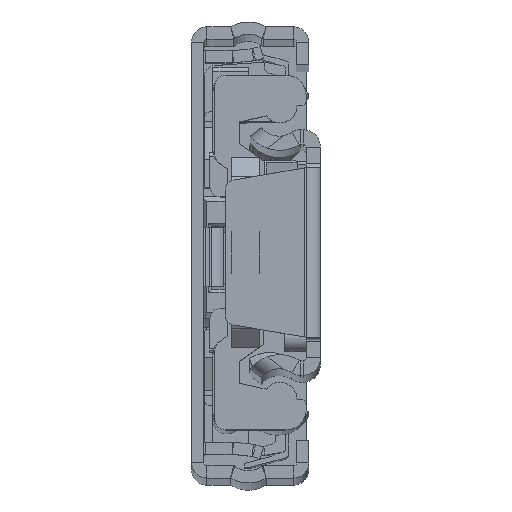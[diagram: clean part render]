
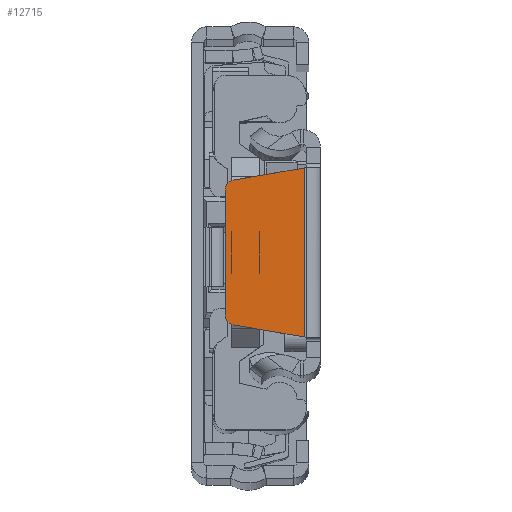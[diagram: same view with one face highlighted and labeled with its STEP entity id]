
A CAD part, top view. The second image highlights one B-rep face of the part: STEP entity #12715.
In plain terms, the highlighted planar face has unit normal (0, 0, 1).
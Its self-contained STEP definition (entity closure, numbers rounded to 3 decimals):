
#430 = CARTESIAN_POINT ( 'NONE',  ( -1.5, 8.35, 0. ) ) ;
#483 = VERTEX_POINT ( 'NONE', #24156 ) ;
#1896 = ORIENTED_EDGE ( 'NONE', *, *, #2636, .F. ) ;
#2636 = EDGE_CURVE ( 'NONE', #19817, #19250, #24664, .T. ) ;
#3453 = LINE ( 'NONE', #8404, #13020 ) ;
#3729 = CARTESIAN_POINT ( 'NONE',  ( -8.568, -7.142, 0. ) ) ;
#3914 = DIRECTION ( 'NONE',  ( -1., 0., 0. ) ) ;
#5168 = FACE_OUTER_BOUND ( 'NONE', #21253, .T. ) ;
#5332 = LINE ( 'NONE', #12776, #9616 ) ;
#5335 = CARTESIAN_POINT ( 'NONE',  ( -8.4, 6.156, 0. ) ) ;
#6841 = ORIENTED_EDGE ( 'NONE', *, *, #21905, .F. ) ;
#7099 = CARTESIAN_POINT ( 'NONE',  ( -8.4, -6.156, 0. ) ) ;
#8136 = DIRECTION ( 'NONE',  ( -1., 0., 0. ) ) ;
#8404 = CARTESIAN_POINT ( 'NONE',  ( -9.4, 6.156, 0. ) ) ;
#8613 = CARTESIAN_POINT ( 'NONE',  ( -9.4, -6.156, 0. ) ) ;
#8763 = EDGE_CURVE ( 'NONE', #29969, #19817, #5332, .T. ) ;
#9370 = DIRECTION ( 'NONE',  ( 0., 0., -1. ) ) ;
#9446 = CARTESIAN_POINT ( 'NONE',  ( -8.568, -7.142, 0. ) ) ;
#9616 = VECTOR ( 'NONE', #14928, 1000. ) ;
#10440 = PLANE ( 'NONE',  #15877 ) ;
#10866 = CARTESIAN_POINT ( 'NONE',  ( -8.568, 7.142, 0. ) ) ;
#11160 = ORIENTED_EDGE ( 'NONE', *, *, #22223, .F. ) ;
#12620 = AXIS2_PLACEMENT_3D ( 'NONE', #7099, #29943, #12707 ) ;
#12674 = ORIENTED_EDGE ( 'NONE', *, *, #8763, .F. ) ;
#12707 = DIRECTION ( 'NONE',  ( -1., 0., 0. ) ) ;
#12715 = ADVANCED_FACE ( 'NONE', ( #5168 ), #10440, .F. ) ;
#12776 = CARTESIAN_POINT ( 'NONE',  ( -1.6, -8.333, 0. ) ) ;
#13020 = VECTOR ( 'NONE', #21310, 1000. ) ;
#13190 = VERTEX_POINT ( 'NONE', #10866 ) ;
#14454 = ORIENTED_EDGE ( 'NONE', *, *, #18440, .F. ) ;
#14928 = DIRECTION ( 'NONE',  ( 0., -1., 0. ) ) ;
#15674 = VECTOR ( 'NONE', #20427, 1000. ) ;
#15877 = AXIS2_PLACEMENT_3D ( 'NONE', #5335, #23188, #8136 ) ;
#16794 = CARTESIAN_POINT ( 'NONE',  ( -8.4, 6.156, 0. ) ) ;
#17380 = AXIS2_PLACEMENT_3D ( 'NONE', #16794, #9370, #3914 ) ;
#18180 = VERTEX_POINT ( 'NONE', #8613 ) ;
#18440 = EDGE_CURVE ( 'NONE', #19250, #18180, #18947, .T. ) ;
#18947 = CIRCLE ( 'NONE', #12620, 1. ) ;
#19250 = VERTEX_POINT ( 'NONE', #3729 ) ;
#19672 = CARTESIAN_POINT ( 'NONE',  ( -1.6, 8.333, 0. ) ) ;
#19817 = VERTEX_POINT ( 'NONE', #25808 ) ;
#19952 = LINE ( 'NONE', #430, #15674 ) ;
#20427 = DIRECTION ( 'NONE',  ( 0.986, 0.168, 0. ) ) ;
#21253 = EDGE_LOOP ( 'NONE', ( #12674, #6841, #11160, #22113, #14454, #1896 ) ) ;
#21310 = DIRECTION ( 'NONE',  ( 0., 1., 0. ) ) ;
#21693 = EDGE_CURVE ( 'NONE', #18180, #483, #3453, .T. ) ;
#21905 = EDGE_CURVE ( 'NONE', #13190, #29969, #19952, .T. ) ;
#22113 = ORIENTED_EDGE ( 'NONE', *, *, #21693, .F. ) ;
#22223 = EDGE_CURVE ( 'NONE', #483, #13190, #32222, .T. ) ;
#23188 = DIRECTION ( 'NONE',  ( 0., 0., -1. ) ) ;
#24156 = CARTESIAN_POINT ( 'NONE',  ( -9.4, 6.156, 0. ) ) ;
#24664 = LINE ( 'NONE', #9446, #27550 ) ;
#25808 = CARTESIAN_POINT ( 'NONE',  ( -1.6, -8.333, 0. ) ) ;
#26820 = DIRECTION ( 'NONE',  ( -0.986, 0.168, 0. ) ) ;
#27550 = VECTOR ( 'NONE', #26820, 1000. ) ;
#29943 = DIRECTION ( 'NONE',  ( 0., 0., -1. ) ) ;
#29969 = VERTEX_POINT ( 'NONE', #19672 ) ;
#32222 = CIRCLE ( 'NONE', #17380, 1. ) ;
